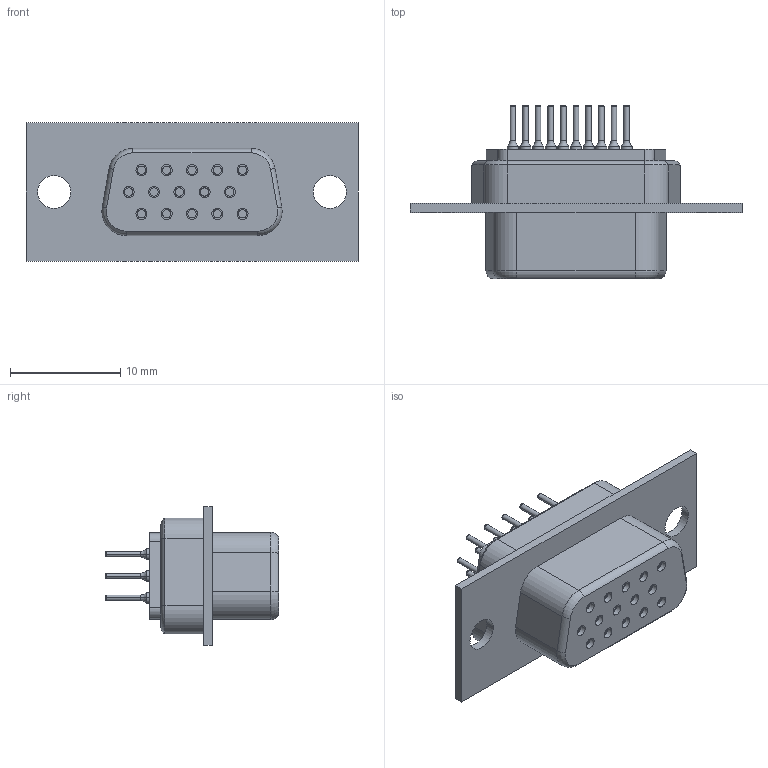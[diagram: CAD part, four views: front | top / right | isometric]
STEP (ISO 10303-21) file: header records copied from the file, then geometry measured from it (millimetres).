
FILE_DESCRIPTION( ('This file contains a STEP AP42 implementation' ,'as created by ZW3D STEP Interface translator.') ,'2;1' );
FILE_NAME( '6212-XXFNXXX01.stp' ,'231114.105027', (''), ('ZWCAD Software Co.'), 'Version 1.0', 'ZW3D to STEP translator', '' );
FILE_SCHEMA(('AUTOMOTIVE_DESIGN { 1 0 10303 214 1 1 1 1 }'));
Length unit declared in the file: millimetre
Products named in the file (2): 0; 6212-15fxxxb01
Bounding box: 30.1 x 15.7 x 12.55 mm (x, y, z)
Volume: 1799.1 mm3; surface area: 1832.6 mm2
Topology: 1 solids, 1 shells, 317 faces, 706 edges, 436 vertices
Faces by surface type: cylinder 162, plane 87, torus 68
Entity records: 9271 total; most frequent: DIRECTION 1768, CARTESIAN_POINT 1498, ORIENTED_EDGE 1412, AXIS2_PLACEMENT_3D 748, EDGE_CURVE 706, VERTEX_POINT 436, CIRCLE 430, EDGE_LOOP 370
